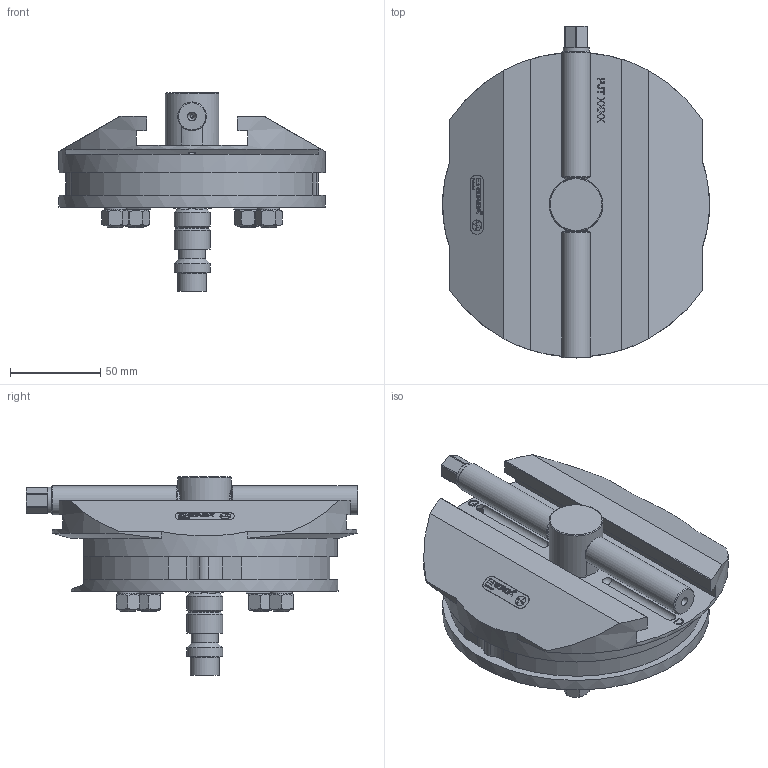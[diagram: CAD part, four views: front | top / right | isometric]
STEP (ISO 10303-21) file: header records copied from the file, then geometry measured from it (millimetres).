
FILE_DESCRIPTION((''),'2;1');
FILE_NAME('ETAU-EROWA-ITS148-FIX.stp','2015-12-01T18:13:12',(''),(''),'STEP Write','Mastercam X9 ... CNC Software, Inc.','');
FILE_SCHEMA(('AUTOMOTIVE_DESIGN'));
Length unit declared in the file: millimetre
Products named in the file (1): None
Bounding box: 147.94 x 184 x 109.8 mm (x, y, z)
Volume: 732437 mm3; surface area: 128750.5 mm2
Topology: 32 solids, 32 shells, 941 faces, 2354 edges, 1536 vertices
Faces by surface type: plane 568, cylinder 170, bspline 98, cone 94, torus 9, sphere 2
Full cylindrical faces by diameter (mm): 1.7 x1, 1.8 x1, 2 x1, 3 x4, 4 x2, 4.2 x1, 6 x1, 6.75 x16, 8 x8, 8.1 x4, 8.5 x1, 9.45 x4, 10 x2, 11 x1, 12 x10, 13 x1, 13.3 x1, 14.4 x1, 15 x1, 16 x3, 18 x2, 20 x4, 22 x1, 28 x3, 29.8 x1, 51.5 x1, 100.5 x1, 148 x1
Entity records: 33255 total; most frequent: CARTESIAN_POINT 12414, ORIENTED_EDGE 4236, DIRECTION 3887, EDGE_CURVE 2118, VERTEX_POINT 1482, AXIS2_PLACEMENT_3D 1331, EDGE_LOOP 1228, VECTOR 1225
